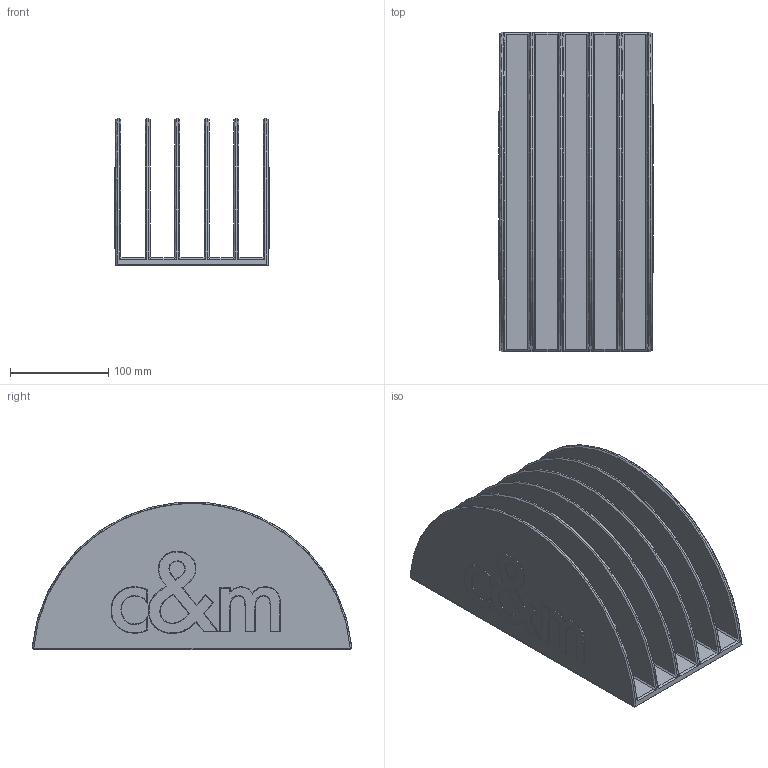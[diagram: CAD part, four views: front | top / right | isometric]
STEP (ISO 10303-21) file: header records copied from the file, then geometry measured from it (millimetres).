
FILE_DESCRIPTION(/* description */ (''),/* implementation_level */ '2;1');
FILE_NAME(/* name */ 'Parametric Laptop Dock v2 c&m.step',/* time_stamp */ '2024-04-13T01:55:22-07:00',/* author */ (''),/* organization */ (''),/* preprocessor_version */ 'ST-DEVELOPER v20',/* originating_system */ 'Autodesk Translation Framework v12.14.0.127',/* authorisation */ '');
FILE_SCHEMA (('AUTOMOTIVE_DESIGN { 1 0 10303 214 3 1 1 }'));
Length unit declared in the file: millimetre
Products named in the file (1): Parametric Laptop Dock
Bounding box: 157 x 324.75 x 149.65 mm (x, y, z)
Volume: 2905887.1 mm3; surface area: 1049127.4 mm2
Topology: 2 solids, 2 shells, 462 faces, 1032 edges, 594 vertices
Faces by surface type: plane 228, bspline 208, cone 24, cylinder 2
Entity records: 16854 total; most frequent: CARTESIAN_POINT 8331, ORIENTED_EDGE 2064, DIRECTION 1112, EDGE_CURVE 1032, VERTEX_POINT 594, LINE 506, VECTOR 506, EDGE_LOOP 482
